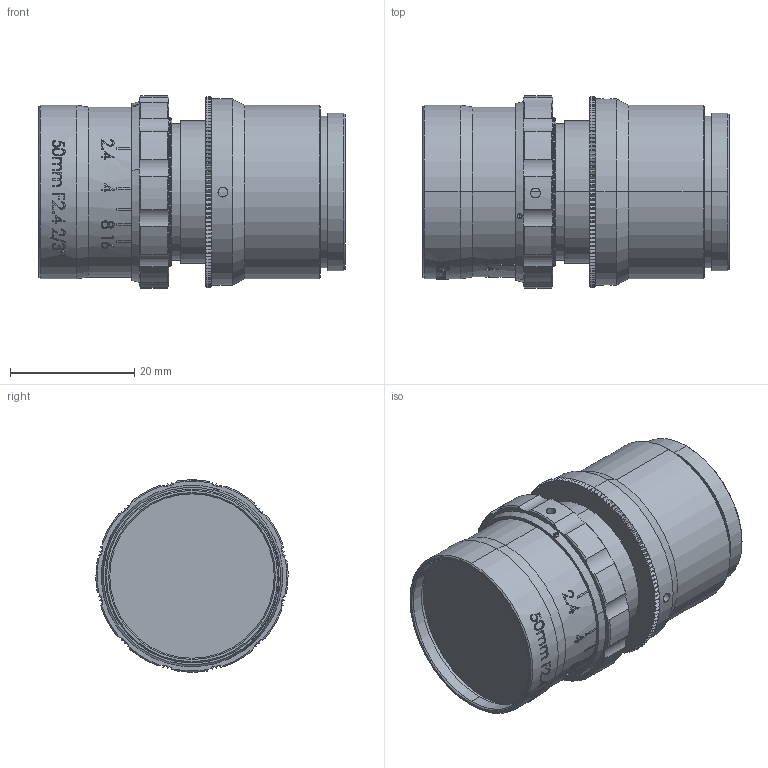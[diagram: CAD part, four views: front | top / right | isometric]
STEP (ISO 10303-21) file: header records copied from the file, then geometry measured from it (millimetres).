
FILE_DESCRIPTION (( 'STEP AP203' ), '1' );
FILE_NAME ('2_3 50mm ¾µÍ· 3DÍ¼.STEP', '2021-10-11T03:06:38', ( '' ), ( '' ), 'SwSTEP 2.0', 'SolidWorks 2016', '' );
FILE_SCHEMA (( 'CONFIG_CONTROL_DESIGN' ));
Length unit declared in the file: millimetre
Products named in the file (4): 噩芠; 潠眢C諉諳-18.5; 嫖擊覃誹遠; 2_3 50mm 噩芛 3D芞
Assembly tree (3 placements, depth 2):
  2_3 50mm 噩芛 3D芞
    噩芠
    嫖擊覃誹遠
    潠眢C諉諳-18.5
Bounding box: 49.38 x 30.97 x 30.98 mm (x, y, z)
Volume: 17348.4 mm3; surface area: 14263.4 mm2
Topology: 3 solids, 4 shells, 1125 faces, 3164 edges, 2095 vertices
Faces by surface type: plane 425, cone 328, cylinder 245, bspline 127
Entity records: 49349 total; most frequent: CARTESIAN_POINT 21396, ORIENTED_EDGE 6324, DIRECTION 5023, EDGE_CURVE 3162, VERTEX_POINT 2095, AXIS2_PLACEMENT_3D 1864, VECTOR 1295, LINE 1295
